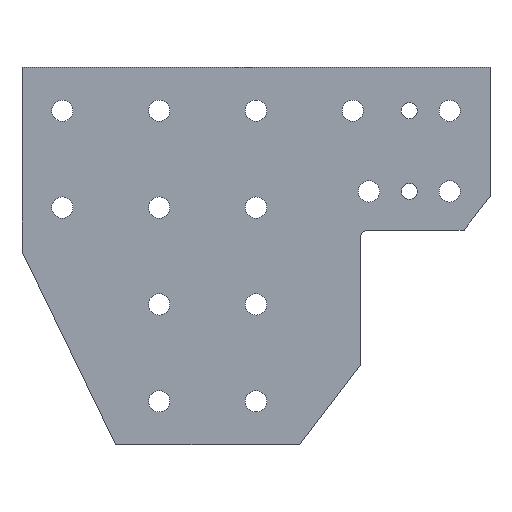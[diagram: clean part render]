
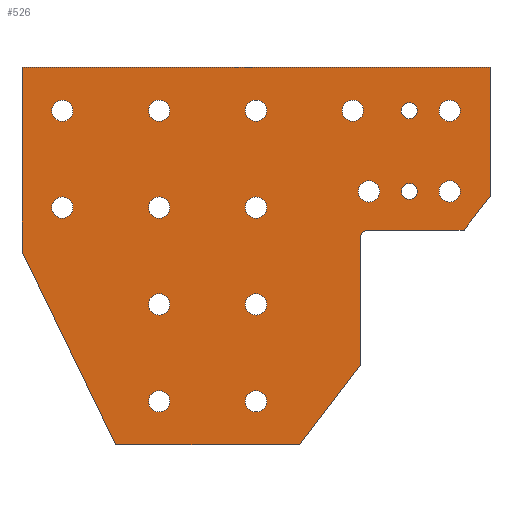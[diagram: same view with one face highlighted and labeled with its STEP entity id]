
A CAD part, front view. The second image highlights one B-rep face of the part: STEP entity #526.
In plain terms, the highlighted planar face has unit normal (0, -1, 0).
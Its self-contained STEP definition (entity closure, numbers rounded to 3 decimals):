
#15=FACE_BOUND('',#106,.T.);
#16=FACE_BOUND('',#107,.T.);
#17=FACE_BOUND('',#108,.T.);
#18=FACE_BOUND('',#109,.T.);
#19=FACE_BOUND('',#110,.T.);
#20=FACE_BOUND('',#111,.T.);
#21=FACE_BOUND('',#112,.T.);
#22=FACE_BOUND('',#113,.T.);
#23=FACE_BOUND('',#114,.T.);
#24=FACE_BOUND('',#115,.T.);
#25=FACE_BOUND('',#116,.T.);
#26=FACE_BOUND('',#117,.T.);
#27=FACE_BOUND('',#118,.T.);
#28=FACE_BOUND('',#119,.T.);
#29=FACE_BOUND('',#120,.T.);
#30=FACE_BOUND('',#121,.T.);
#65=PLANE('',#558);
#77=FACE_OUTER_BOUND('',#105,.T.);
#105=EDGE_LOOP('',(#394,#395,#396,#397,#398,#399,#400,#401,#402,#403));
#106=EDGE_LOOP('',(#404));
#107=EDGE_LOOP('',(#405));
#108=EDGE_LOOP('',(#406));
#109=EDGE_LOOP('',(#407));
#110=EDGE_LOOP('',(#408));
#111=EDGE_LOOP('',(#409));
#112=EDGE_LOOP('',(#410));
#113=EDGE_LOOP('',(#411));
#114=EDGE_LOOP('',(#412));
#115=EDGE_LOOP('',(#413));
#116=EDGE_LOOP('',(#414));
#117=EDGE_LOOP('',(#415));
#118=EDGE_LOOP('',(#416));
#119=EDGE_LOOP('',(#417));
#120=EDGE_LOOP('',(#418));
#121=EDGE_LOOP('',(#419));
#182=LINE('',#784,#210);
#183=LINE('',#787,#211);
#186=LINE('',#793,#214);
#187=LINE('',#795,#215);
#188=LINE('',#797,#216);
#189=LINE('',#799,#217);
#190=LINE('',#801,#218);
#191=LINE('',#803,#219);
#192=LINE('',#804,#220);
#210=VECTOR('',#629,29.955);
#211=VECTOR('',#632,39.703);
#214=VECTOR('',#637,13.228);
#215=VECTOR('',#638,40.);
#216=VECTOR('',#639,145.);
#217=VECTOR('',#640,57.);
#218=VECTOR('',#641,66.641);
#219=VECTOR('',#642,57.);
#220=VECTOR('',#643,31.239);
#235=CIRCLE('',#555,2.);
#236=CIRCLE('',#559,3.3);
#237=CIRCLE('',#560,3.3);
#238=CIRCLE('',#561,3.3);
#239=CIRCLE('',#562,3.3);
#240=CIRCLE('',#563,3.3);
#241=CIRCLE('',#564,3.3);
#242=CIRCLE('',#565,3.3);
#243=CIRCLE('',#566,3.3);
#244=CIRCLE('',#567,3.3);
#245=CIRCLE('',#568,3.3);
#246=CIRCLE('',#569,3.3);
#247=CIRCLE('',#570,3.3);
#248=CIRCLE('',#571,3.3);
#249=CIRCLE('',#572,3.3);
#250=CIRCLE('',#573,2.459);
#251=CIRCLE('',#574,2.459);
#270=VERTEX_POINT('',#774);
#271=VERTEX_POINT('',#776);
#273=VERTEX_POINT('',#782);
#274=VERTEX_POINT('',#786);
#276=VERTEX_POINT('',#792);
#277=VERTEX_POINT('',#794);
#278=VERTEX_POINT('',#796);
#279=VERTEX_POINT('',#798);
#280=VERTEX_POINT('',#800);
#281=VERTEX_POINT('',#802);
#282=VERTEX_POINT('',#805);
#283=VERTEX_POINT('',#807);
#284=VERTEX_POINT('',#809);
#285=VERTEX_POINT('',#811);
#286=VERTEX_POINT('',#813);
#287=VERTEX_POINT('',#815);
#288=VERTEX_POINT('',#817);
#289=VERTEX_POINT('',#819);
#290=VERTEX_POINT('',#821);
#291=VERTEX_POINT('',#823);
#292=VERTEX_POINT('',#825);
#293=VERTEX_POINT('',#827);
#294=VERTEX_POINT('',#829);
#295=VERTEX_POINT('',#831);
#296=VERTEX_POINT('',#833);
#297=VERTEX_POINT('',#835);
#322=EDGE_CURVE('',#270,#271,#235,.T.);
#326=EDGE_CURVE('',#270,#273,#182,.T.);
#327=EDGE_CURVE('',#274,#271,#183,.T.);
#330=EDGE_CURVE('',#276,#273,#186,.T.);
#331=EDGE_CURVE('',#277,#276,#187,.T.);
#332=EDGE_CURVE('',#278,#277,#188,.T.);
#333=EDGE_CURVE('',#279,#278,#189,.T.);
#334=EDGE_CURVE('',#280,#279,#190,.T.);
#335=EDGE_CURVE('',#281,#280,#191,.T.);
#336=EDGE_CURVE('',#274,#281,#192,.T.);
#337=EDGE_CURVE('',#282,#282,#236,.T.);
#338=EDGE_CURVE('',#283,#283,#237,.T.);
#339=EDGE_CURVE('',#284,#284,#238,.T.);
#340=EDGE_CURVE('',#285,#285,#239,.T.);
#341=EDGE_CURVE('',#286,#286,#240,.T.);
#342=EDGE_CURVE('',#287,#287,#241,.T.);
#343=EDGE_CURVE('',#288,#288,#242,.T.);
#344=EDGE_CURVE('',#289,#289,#243,.T.);
#345=EDGE_CURVE('',#290,#290,#244,.T.);
#346=EDGE_CURVE('',#291,#291,#245,.T.);
#347=EDGE_CURVE('',#292,#292,#246,.T.);
#348=EDGE_CURVE('',#293,#293,#247,.T.);
#349=EDGE_CURVE('',#294,#294,#248,.T.);
#350=EDGE_CURVE('',#295,#295,#249,.T.);
#351=EDGE_CURVE('',#296,#296,#250,.T.);
#352=EDGE_CURVE('',#297,#297,#251,.T.);
#394=ORIENTED_EDGE('',*,*,#327,.T.);
#395=ORIENTED_EDGE('',*,*,#322,.F.);
#396=ORIENTED_EDGE('',*,*,#326,.T.);
#397=ORIENTED_EDGE('',*,*,#330,.F.);
#398=ORIENTED_EDGE('',*,*,#331,.F.);
#399=ORIENTED_EDGE('',*,*,#332,.F.);
#400=ORIENTED_EDGE('',*,*,#333,.F.);
#401=ORIENTED_EDGE('',*,*,#334,.F.);
#402=ORIENTED_EDGE('',*,*,#335,.F.);
#403=ORIENTED_EDGE('',*,*,#336,.F.);
#404=ORIENTED_EDGE('',*,*,#337,.T.);
#405=ORIENTED_EDGE('',*,*,#338,.T.);
#406=ORIENTED_EDGE('',*,*,#339,.T.);
#407=ORIENTED_EDGE('',*,*,#340,.T.);
#408=ORIENTED_EDGE('',*,*,#341,.T.);
#409=ORIENTED_EDGE('',*,*,#342,.T.);
#410=ORIENTED_EDGE('',*,*,#343,.T.);
#411=ORIENTED_EDGE('',*,*,#344,.T.);
#412=ORIENTED_EDGE('',*,*,#345,.T.);
#413=ORIENTED_EDGE('',*,*,#346,.T.);
#414=ORIENTED_EDGE('',*,*,#347,.T.);
#415=ORIENTED_EDGE('',*,*,#348,.T.);
#416=ORIENTED_EDGE('',*,*,#349,.T.);
#417=ORIENTED_EDGE('',*,*,#350,.T.);
#418=ORIENTED_EDGE('',*,*,#351,.T.);
#419=ORIENTED_EDGE('',*,*,#352,.T.);
#526=ADVANCED_FACE('',(#77,#15,#16,#17,#18,#19,#20,#21,#22,#23,#24,#25,
#26,#27,#28,#29,#30),#65,.T.);
#555=AXIS2_PLACEMENT_3D('',#777,#622,#623);
#558=AXIS2_PLACEMENT_3D('',#791,#635,#636);
#559=AXIS2_PLACEMENT_3D('',#806,#644,#645);
#560=AXIS2_PLACEMENT_3D('',#808,#646,#647);
#561=AXIS2_PLACEMENT_3D('',#810,#648,#649);
#562=AXIS2_PLACEMENT_3D('',#812,#650,#651);
#563=AXIS2_PLACEMENT_3D('',#814,#652,#653);
#564=AXIS2_PLACEMENT_3D('',#816,#654,#655);
#565=AXIS2_PLACEMENT_3D('',#818,#656,#657);
#566=AXIS2_PLACEMENT_3D('',#820,#658,#659);
#567=AXIS2_PLACEMENT_3D('',#822,#660,#661);
#568=AXIS2_PLACEMENT_3D('',#824,#662,#663);
#569=AXIS2_PLACEMENT_3D('',#826,#664,#665);
#570=AXIS2_PLACEMENT_3D('',#828,#666,#667);
#571=AXIS2_PLACEMENT_3D('',#830,#668,#669);
#572=AXIS2_PLACEMENT_3D('',#832,#670,#671);
#573=AXIS2_PLACEMENT_3D('',#834,#672,#673);
#574=AXIS2_PLACEMENT_3D('',#836,#674,#675);
#622=DIRECTION('center_axis',(0.,-1.,0.));
#623=DIRECTION('ref_axis',(-0.707,0.,0.707));
#629=DIRECTION('',(1.,0.,0.));
#632=DIRECTION('',(0.,0.,1.));
#635=DIRECTION('center_axis',(0.,-1.,0.));
#636=DIRECTION('ref_axis',(0.,0.,-1.));
#637=DIRECTION('',(-0.608,0.,-0.794));
#638=DIRECTION('',(0.,0.,-1.));
#639=DIRECTION('',(1.,0.,0.));
#640=DIRECTION('',(0.,0.,1.));
#641=DIRECTION('',(-0.435,0.,0.9));
#642=DIRECTION('',(-1.,0.,0.));
#643=DIRECTION('',(-0.608,0.,-0.794));
#644=DIRECTION('center_axis',(0.,1.,0.));
#645=DIRECTION('ref_axis',(1.,0.,0.));
#646=DIRECTION('center_axis',(0.,1.,0.));
#647=DIRECTION('ref_axis',(1.,0.,0.));
#648=DIRECTION('center_axis',(0.,1.,0.));
#649=DIRECTION('ref_axis',(1.,0.,0.));
#650=DIRECTION('center_axis',(0.,1.,0.));
#651=DIRECTION('ref_axis',(1.,0.,0.));
#652=DIRECTION('center_axis',(0.,1.,0.));
#653=DIRECTION('ref_axis',(1.,0.,0.));
#654=DIRECTION('center_axis',(0.,1.,0.));
#655=DIRECTION('ref_axis',(1.,0.,0.));
#656=DIRECTION('center_axis',(0.,1.,0.));
#657=DIRECTION('ref_axis',(1.,0.,0.));
#658=DIRECTION('center_axis',(0.,1.,0.));
#659=DIRECTION('ref_axis',(1.,0.,0.));
#660=DIRECTION('center_axis',(0.,1.,0.));
#661=DIRECTION('ref_axis',(1.,0.,0.));
#662=DIRECTION('center_axis',(0.,1.,0.));
#663=DIRECTION('ref_axis',(1.,0.,0.));
#664=DIRECTION('center_axis',(0.,1.,0.));
#665=DIRECTION('ref_axis',(1.,0.,0.));
#666=DIRECTION('center_axis',(0.,1.,0.));
#667=DIRECTION('ref_axis',(1.,0.,0.));
#668=DIRECTION('center_axis',(0.,1.,0.));
#669=DIRECTION('ref_axis',(1.,0.,0.));
#670=DIRECTION('center_axis',(0.,1.,0.));
#671=DIRECTION('ref_axis',(1.,0.,0.));
#672=DIRECTION('center_axis',(0.,1.,0.));
#673=DIRECTION('ref_axis',(1.,0.,0.));
#674=DIRECTION('center_axis',(0.,1.,0.));
#675=DIRECTION('ref_axis',(1.,0.,0.));
#774=CARTESIAN_POINT('',(49.5,0.,-50.5));
#776=CARTESIAN_POINT('',(47.5,0.,-52.5));
#777=CARTESIAN_POINT('Origin',(49.5,0.,-52.5));
#782=CARTESIAN_POINT('',(79.455,0.,-50.5));
#784=CARTESIAN_POINT('',(45.302,0.,-50.5));
#786=CARTESIAN_POINT('',(47.5,0.,-92.203));
#787=CARTESIAN_POINT('',(47.5,0.,-49.573));
#791=CARTESIAN_POINT('Origin',(11.149,0.,-48.647));
#792=CARTESIAN_POINT('',(87.5,0.,-40.));
#793=CARTESIAN_POINT('',(87.5,0.,-40.));
#794=CARTESIAN_POINT('',(87.5,0.,0.));
#795=CARTESIAN_POINT('',(87.5,0.,0.));
#796=CARTESIAN_POINT('',(-57.5,0.,0.));
#797=CARTESIAN_POINT('',(-57.5,0.,0.));
#798=CARTESIAN_POINT('',(-57.5,0.,-57.));
#799=CARTESIAN_POINT('',(-57.5,0.,-57.));
#800=CARTESIAN_POINT('',(-28.5,0.,-117.));
#801=CARTESIAN_POINT('',(-28.5,0.,-117.));
#802=CARTESIAN_POINT('',(28.5,0.,-117.));
#803=CARTESIAN_POINT('',(28.5,0.,-117.));
#804=CARTESIAN_POINT('',(87.5,0.,-40.));
#805=CARTESIAN_POINT('',(71.7,0.,-13.5));
#806=CARTESIAN_POINT('Origin',(75.,0.,-13.5));
#807=CARTESIAN_POINT('',(-18.3,0.,-103.5));
#808=CARTESIAN_POINT('Origin',(-15.,0.,-103.5));
#809=CARTESIAN_POINT('',(11.7,0.,-73.5));
#810=CARTESIAN_POINT('Origin',(15.,0.,-73.5));
#811=CARTESIAN_POINT('',(-18.3,0.,-43.5));
#812=CARTESIAN_POINT('Origin',(-15.,0.,-43.5));
#813=CARTESIAN_POINT('',(-48.3,0.,-13.5));
#814=CARTESIAN_POINT('Origin',(-45.,0.,-13.5));
#815=CARTESIAN_POINT('',(11.7,0.,-13.5));
#816=CARTESIAN_POINT('Origin',(15.,0.,-13.5));
#817=CARTESIAN_POINT('',(41.7,0.,-13.5));
#818=CARTESIAN_POINT('Origin',(45.,0.,-13.5));
#819=CARTESIAN_POINT('',(-18.3,0.,-13.5));
#820=CARTESIAN_POINT('Origin',(-15.,0.,-13.5));
#821=CARTESIAN_POINT('',(-48.3,0.,-43.5));
#822=CARTESIAN_POINT('Origin',(-45.,0.,-43.5));
#823=CARTESIAN_POINT('',(11.7,0.,-43.5));
#824=CARTESIAN_POINT('Origin',(15.,0.,-43.5));
#825=CARTESIAN_POINT('',(-18.3,0.,-73.5));
#826=CARTESIAN_POINT('Origin',(-15.,0.,-73.5));
#827=CARTESIAN_POINT('',(11.7,0.,-103.5));
#828=CARTESIAN_POINT('Origin',(15.,0.,-103.5));
#829=CARTESIAN_POINT('',(71.7,0.,-38.5));
#830=CARTESIAN_POINT('Origin',(75.,0.,-38.5));
#831=CARTESIAN_POINT('',(46.7,0.,-38.5));
#832=CARTESIAN_POINT('Origin',(50.,0.,-38.5));
#833=CARTESIAN_POINT('',(60.042,0.,-13.5));
#834=CARTESIAN_POINT('Origin',(62.5,0.,-13.5));
#835=CARTESIAN_POINT('',(60.042,0.,-38.5));
#836=CARTESIAN_POINT('Origin',(62.5,0.,-38.5));
